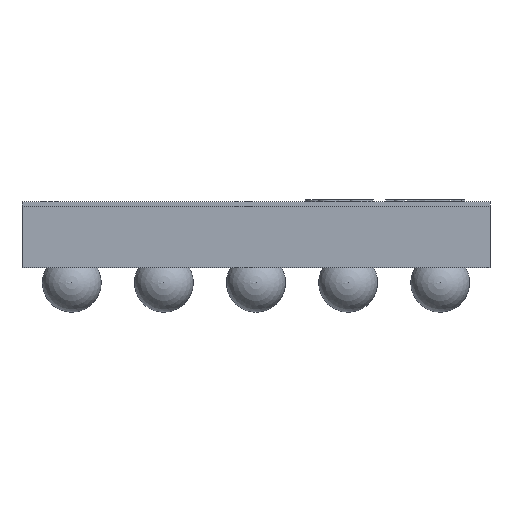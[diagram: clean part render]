
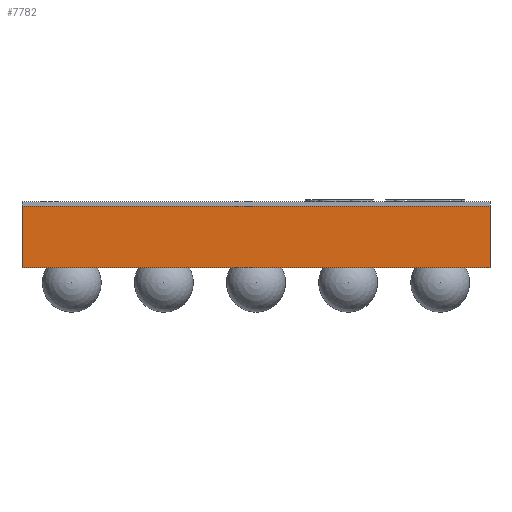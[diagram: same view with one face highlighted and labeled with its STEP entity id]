
A CAD part, front view. The second image highlights one B-rep face of the part: STEP entity #7782.
In plain terms, the highlighted planar face has unit normal (0, -1, 0).
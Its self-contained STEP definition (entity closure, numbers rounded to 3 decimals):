
#502 = CARTESIAN_POINT ( 'NONE',  ( -1.27, -1.27, -0.335 ) ) ;
#694 = CARTESIAN_POINT ( 'NONE',  ( 1.27, -1.27, 0. ) ) ;
#2174 = LINE ( 'NONE', #7451, #4360 ) ;
#2811 = PLANE ( 'NONE',  #8016 ) ;
#3069 = CARTESIAN_POINT ( 'NONE',  ( 1.27, -1.27, -0.335 ) ) ;
#3573 = DIRECTION ( 'NONE',  ( 0., 0., 1. ) ) ;
#4360 = VECTOR ( 'NONE', #3573, 1000. ) ;
#5096 = VECTOR ( 'NONE', #15022, 1000. ) ;
#5646 = VERTEX_POINT ( 'NONE', #15726 ) ;
#5801 = DIRECTION ( 'NONE',  ( 0., 0., 1. ) ) ;
#6077 = EDGE_CURVE ( 'NONE', #9596, #12356, #2174, .T. ) ;
#6439 = ORIENTED_EDGE ( 'NONE', *, *, #16096, .F. ) ;
#7451 = CARTESIAN_POINT ( 'NONE',  ( 1.27, -1.27, -0.335 ) ) ;
#7496 = ORIENTED_EDGE ( 'NONE', *, *, #6077, .T. ) ;
#7782 = ADVANCED_FACE ( 'NONE', ( #8270 ), #2811, .F. ) ;
#8016 = AXIS2_PLACEMENT_3D ( 'NONE', #3069, #13388, #9485 ) ;
#8171 = VECTOR ( 'NONE', #5801, 1000. ) ;
#8270 = FACE_OUTER_BOUND ( 'NONE', #8478, .T. ) ;
#8478 = EDGE_LOOP ( 'NONE', ( #12186, #6439, #16847, #7496 ) ) ;
#9210 = LINE ( 'NONE', #11738, #11974 ) ;
#9485 = DIRECTION ( 'NONE',  ( 0., 0., 1. ) ) ;
#9596 = VERTEX_POINT ( 'NONE', #13414 ) ;
#9951 = CARTESIAN_POINT ( 'NONE',  ( -1.27, -1.27, -0.335 ) ) ;
#11738 = CARTESIAN_POINT ( 'NONE',  ( 1.27, -1.27, 0. ) ) ;
#11974 = VECTOR ( 'NONE', #14515, 1000. ) ;
#12186 = ORIENTED_EDGE ( 'NONE', *, *, #12553, .T. ) ;
#12356 = VERTEX_POINT ( 'NONE', #694 ) ;
#12553 = EDGE_CURVE ( 'NONE', #12356, #5646, #9210, .T. ) ;
#13388 = DIRECTION ( 'NONE',  ( 0., 1., 0. ) ) ;
#13414 = CARTESIAN_POINT ( 'NONE',  ( 1.27, -1.27, -0.335 ) ) ;
#13469 = EDGE_CURVE ( 'NONE', #9596, #17176, #16490, .T. ) ;
#14515 = DIRECTION ( 'NONE',  ( -1., 0., 0. ) ) ;
#15022 = DIRECTION ( 'NONE',  ( -1., 0., 0. ) ) ;
#15039 = LINE ( 'NONE', #502, #8171 ) ;
#15204 = CARTESIAN_POINT ( 'NONE',  ( 1.27, -1.27, -0.335 ) ) ;
#15726 = CARTESIAN_POINT ( 'NONE',  ( -1.27, -1.27, 0. ) ) ;
#16096 = EDGE_CURVE ( 'NONE', #17176, #5646, #15039, .T. ) ;
#16490 = LINE ( 'NONE', #15204, #5096 ) ;
#16847 = ORIENTED_EDGE ( 'NONE', *, *, #13469, .F. ) ;
#17176 = VERTEX_POINT ( 'NONE', #9951 ) ;
